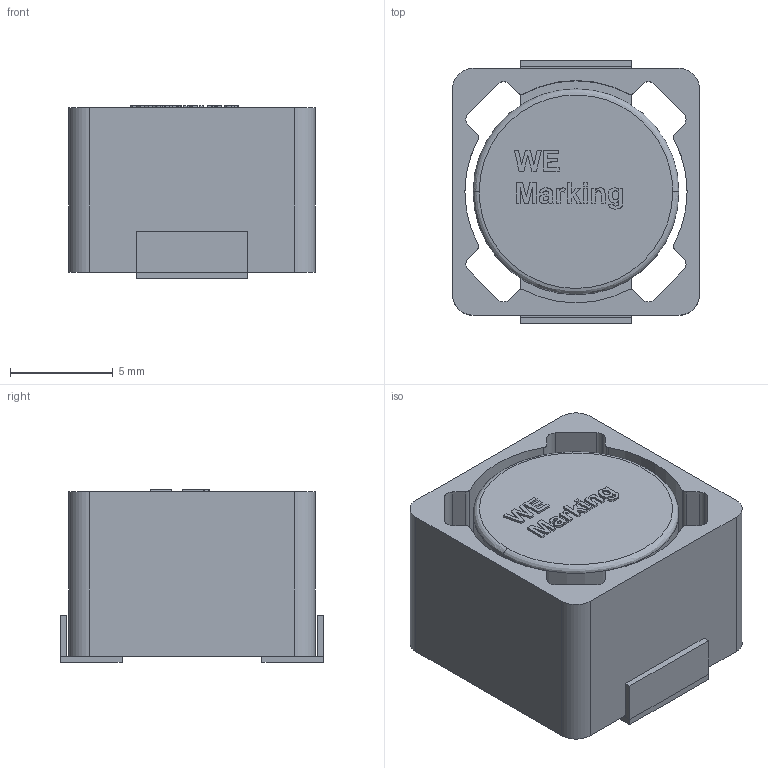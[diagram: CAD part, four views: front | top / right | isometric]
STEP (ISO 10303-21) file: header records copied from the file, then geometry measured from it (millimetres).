
FILE_DESCRIPTION (( 'STEP AP214' ), '1' );
FILE_NAME ('FC612B41-3B7F-4F4D-A064-947F4919AD52.STEP', '2023-07-31T22:09:56', ( '' ), ( '' ), 'SwSTEP 2.0', 'SolidWorks 2022', '' );
FILE_SCHEMA (( 'AUTOMOTIVE_DESIGN' ));
Length unit declared in the file: millimetre
Products named in the file (1): FC612B41-3B7F-4F4D-A064-947F4919AD52
Bounding box: 12 x 12.8 x 8.4 mm (x, y, z)
Volume: 966.5 mm3; surface area: 1347.6 mm2
Topology: 16 solids, 16 shells, 254 faces, 664 edges, 442 vertices
Faces by surface type: plane 148, bspline 75, cylinder 31
Entity records: 8629 total; most frequent: CARTESIAN_POINT 2638, ORIENTED_EDGE 1328, DIRECTION 940, EDGE_CURVE 664, VECTOR 452, LINE 452, VERTEX_POINT 442, EDGE_LOOP 260
